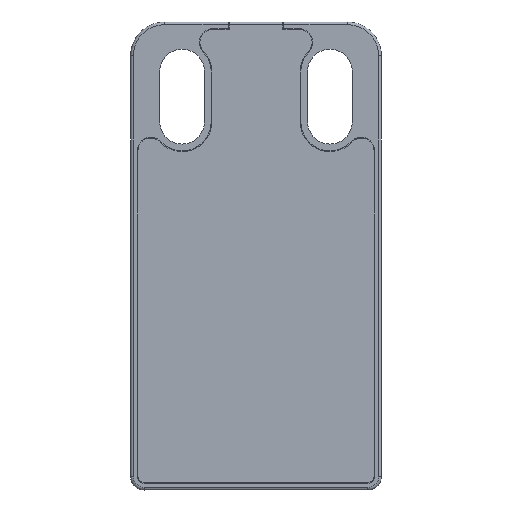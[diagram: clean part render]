
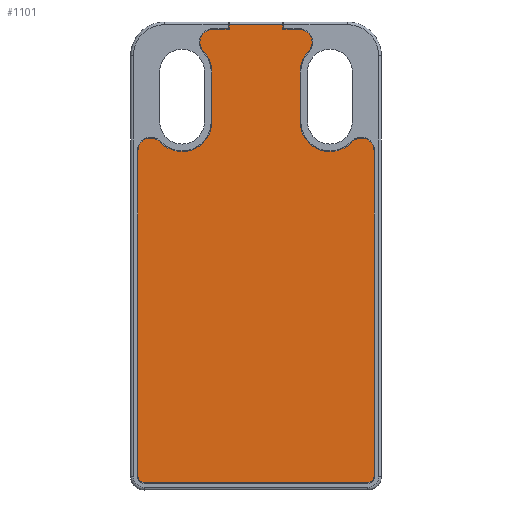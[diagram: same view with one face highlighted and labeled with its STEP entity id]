
A CAD part, front view. The second image highlights one B-rep face of the part: STEP entity #1101.
In plain terms, the highlighted planar face has unit normal (0, -1, 0).
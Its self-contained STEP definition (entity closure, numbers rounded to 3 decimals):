
#1=DIRECTION('',(0.,0.,-1.));
#2=VECTOR('',#1,0.348);
#3=CARTESIAN_POINT('',(1.985,0.,17.048));
#4=LINE('',#3,#2);
#5=CARTESIAN_POINT('',(3.187,0.,15.75));
#6=DIRECTION('',(0.,1.,0.));
#7=DIRECTION('',(0.,0.,1.));
#8=AXIS2_PLACEMENT_3D('',#5,#6,#7);
#10=DIRECTION('',(-0.643,0.,-0.766));
#11=VECTOR('',#10,0.07);
#12=CARTESIAN_POINT('',(3.915,0.,15.139));
#13=LINE('',#12,#11);
#14=CARTESIAN_POINT('',(5.45,0.,13.555));
#15=DIRECTION('',(0.,-1.,0.));
#16=DIRECTION('',(-0.718,0.,0.696));
#17=AXIS2_PLACEMENT_3D('',#14,#15,#16);
#19=CARTESIAN_POINT('',(5.45,0.,9.9));
#20=DIRECTION('',(0.,-1.,0.));
#21=DIRECTION('',(-1.,0.,0.));
#22=AXIS2_PLACEMENT_3D('',#19,#20,#21);
#24=CARTESIAN_POINT('',(5.45,0.,9.9));
#25=DIRECTION('',(0.,-1.,0.));
#26=DIRECTION('',(0.,0.,-1.));
#27=AXIS2_PLACEMENT_3D('',#24,#25,#26);
#29=CARTESIAN_POINT('',(7.75,0.,7.748));
#30=DIRECTION('',(0.,1.,0.));
#31=DIRECTION('',(-0.73,0.,0.683));
#32=AXIS2_PLACEMENT_3D('',#29,#30,#31);
#34=CARTESIAN_POINT('',(8.25,0.,-16.25));
#35=DIRECTION('',(0.,1.,0.));
#36=DIRECTION('',(1.,0.,0.));
#37=AXIS2_PLACEMENT_3D('',#34,#35,#36);
#39=DIRECTION('',(-1.,0.,0.));
#40=VECTOR('',#39,16.5);
#41=CARTESIAN_POINT('',(8.25,0.,-16.7));
#42=LINE('',#41,#40);
#43=CARTESIAN_POINT('',(-8.25,0.,-16.25));
#44=DIRECTION('',(0.,1.,0.));
#45=DIRECTION('',(0.,0.,-1.));
#46=AXIS2_PLACEMENT_3D('',#43,#44,#45);
#48=DIRECTION('',(0.,0.,1.));
#49=VECTOR('',#48,23.998);
#50=CARTESIAN_POINT('',(-8.7,0.,-16.25));
#51=LINE('',#50,#49);
#52=CARTESIAN_POINT('',(-7.75,0.,7.748));
#53=DIRECTION('',(0.,1.,0.));
#54=DIRECTION('',(-1.,0.,0.));
#55=AXIS2_PLACEMENT_3D('',#52,#53,#54);
#57=CARTESIAN_POINT('',(-5.45,0.,9.9));
#58=DIRECTION('',(0.,-1.,0.));
#59=DIRECTION('',(-0.73,0.,-0.683));
#60=AXIS2_PLACEMENT_3D('',#57,#58,#59);
#62=CARTESIAN_POINT('',(-5.45,0.,9.9));
#63=DIRECTION('',(0.,-1.,0.));
#64=DIRECTION('',(0.,0.,-1.));
#65=AXIS2_PLACEMENT_3D('',#62,#63,#64);
#67=DIRECTION('',(0.,0.,1.));
#68=VECTOR('',#67,3.655);
#69=CARTESIAN_POINT('',(-3.25,0.,9.9));
#70=LINE('',#69,#68);
#71=CARTESIAN_POINT('',(-5.45,0.,13.555));
#72=DIRECTION('',(0.,-1.,0.));
#73=DIRECTION('',(1.,0.,0.));
#74=AXIS2_PLACEMENT_3D('',#71,#72,#73);
#76=DIRECTION('',(-0.643,0.,0.766));
#77=VECTOR('',#76,0.07);
#78=CARTESIAN_POINT('',(-3.87,0.,15.086));
#79=LINE('',#78,#77);
#80=CARTESIAN_POINT('',(-3.187,0.,15.75));
#81=DIRECTION('',(0.,1.,0.));
#82=DIRECTION('',(-0.766,0.,-0.643));
#83=AXIS2_PLACEMENT_3D('',#80,#81,#82);
#85=DIRECTION('',(1.,0.,0.));
#86=VECTOR('',#85,1.202);
#87=CARTESIAN_POINT('',(-3.187,0.,16.7));
#88=LINE('',#87,#86);
#89=DIRECTION('',(-1.,0.,0.));
#90=VECTOR('',#89,3.97);
#91=CARTESIAN_POINT('',(1.985,0.,17.048));
#92=LINE('',#91,#90);
#125=DIRECTION('',(0.,0.,-1.));
#126=VECTOR('',#125,0.348);
#127=CARTESIAN_POINT('',(-1.985,0.,17.048));
#128=LINE('',#127,#126);
#319=DIRECTION('',(0.,0.,1.));
#320=VECTOR('',#319,23.998);
#321=CARTESIAN_POINT('',(8.7,0.,-16.25));
#322=LINE('',#321,#320);
#397=DIRECTION('',(0.,0.,1.));
#398=VECTOR('',#397,3.655);
#399=CARTESIAN_POINT('',(3.25,0.,9.9));
#400=LINE('',#399,#398);
#484=DIRECTION('',(-1.,0.,0.));
#485=VECTOR('',#484,1.202);
#486=CARTESIAN_POINT('',(3.187,0.,16.7));
#487=LINE('',#486,#485);
#852=CARTESIAN_POINT('',(1.985,0.,17.048));
#853=CARTESIAN_POINT('',(-1.985,0.,17.048));
#854=VERTEX_POINT('',#852);
#855=VERTEX_POINT('',#853);
#856=CARTESIAN_POINT('',(1.985,0.,16.7));
#857=VERTEX_POINT('',#856);
#858=CARTESIAN_POINT('',(3.187,0.,16.7));
#859=VERTEX_POINT('',#858);
#860=CARTESIAN_POINT('',(3.915,0.,15.139));
#861=VERTEX_POINT('',#860);
#862=CARTESIAN_POINT('',(3.87,0.,15.086));
#863=VERTEX_POINT('',#862);
#864=CARTESIAN_POINT('',(3.25,0.,13.555));
#865=VERTEX_POINT('',#864);
#866=CARTESIAN_POINT('',(3.25,0.,9.9));
#867=VERTEX_POINT('',#866);
#868=CARTESIAN_POINT('',(5.45,0.,7.7));
#869=VERTEX_POINT('',#868);
#870=CARTESIAN_POINT('',(7.056,0.,8.397));
#871=VERTEX_POINT('',#870);
#872=CARTESIAN_POINT('',(8.7,0.,7.748));
#873=VERTEX_POINT('',#872);
#874=CARTESIAN_POINT('',(8.7,0.,-16.25));
#875=VERTEX_POINT('',#874);
#876=CARTESIAN_POINT('',(8.25,0.,-16.7));
#877=VERTEX_POINT('',#876);
#878=CARTESIAN_POINT('',(-8.25,0.,-16.7));
#879=VERTEX_POINT('',#878);
#880=CARTESIAN_POINT('',(-8.7,0.,-16.25));
#881=VERTEX_POINT('',#880);
#882=CARTESIAN_POINT('',(-8.7,0.,7.748));
#883=VERTEX_POINT('',#882);
#884=CARTESIAN_POINT('',(-7.056,0.,8.397));
#885=VERTEX_POINT('',#884);
#886=CARTESIAN_POINT('',(-5.45,0.,7.7));
#887=CARTESIAN_POINT('',(-3.25,0.,9.9));
#888=VERTEX_POINT('',#886);
#889=VERTEX_POINT('',#887);
#890=CARTESIAN_POINT('',(-3.25,0.,13.555));
#891=VERTEX_POINT('',#890);
#892=CARTESIAN_POINT('',(-3.87,0.,15.086));
#893=VERTEX_POINT('',#892);
#894=CARTESIAN_POINT('',(-3.915,0.,15.139));
#895=VERTEX_POINT('',#894);
#896=CARTESIAN_POINT('',(-3.187,0.,16.7));
#897=VERTEX_POINT('',#896);
#898=CARTESIAN_POINT('',(-1.985,0.,16.7));
#899=VERTEX_POINT('',#898);
#1046=CARTESIAN_POINT('',(0.,0.,0.));
#1047=DIRECTION('',(0.,-1.,0.));
#1048=DIRECTION('',(0.,0.,-1.));
#1049=AXIS2_PLACEMENT_3D('',#1046,#1047,#1048);
#1050=PLANE('',#1049);
#1052=ORIENTED_EDGE('',*,*,#1051,.F.);
#1054=ORIENTED_EDGE('',*,*,#1053,.T.);
#1056=ORIENTED_EDGE('',*,*,#1055,.F.);
#1058=ORIENTED_EDGE('',*,*,#1057,.T.);
#1060=ORIENTED_EDGE('',*,*,#1059,.T.);
#1062=ORIENTED_EDGE('',*,*,#1061,.T.);
#1064=ORIENTED_EDGE('',*,*,#1063,.F.);
#1066=ORIENTED_EDGE('',*,*,#1065,.T.);
#1068=ORIENTED_EDGE('',*,*,#1067,.T.);
#1070=ORIENTED_EDGE('',*,*,#1069,.T.);
#1072=ORIENTED_EDGE('',*,*,#1071,.F.);
#1074=ORIENTED_EDGE('',*,*,#1073,.T.);
#1076=ORIENTED_EDGE('',*,*,#1075,.T.);
#1078=ORIENTED_EDGE('',*,*,#1077,.T.);
#1080=ORIENTED_EDGE('',*,*,#1079,.T.);
#1082=ORIENTED_EDGE('',*,*,#1081,.T.);
#1084=ORIENTED_EDGE('',*,*,#1083,.T.);
#1086=ORIENTED_EDGE('',*,*,#1085,.T.);
#1088=ORIENTED_EDGE('',*,*,#1087,.T.);
#1090=ORIENTED_EDGE('',*,*,#1089,.T.);
#1092=ORIENTED_EDGE('',*,*,#1091,.T.);
#1094=ORIENTED_EDGE('',*,*,#1093,.T.);
#1096=ORIENTED_EDGE('',*,*,#1095,.T.);
#1098=ORIENTED_EDGE('',*,*,#1097,.F.);
#1099=EDGE_LOOP('',(#1052,#1054,#1056,#1058,#1060,#1062,#1064,#1066,#1068,#1070,
#1072,#1074,#1076,#1078,#1080,#1082,#1084,#1086,#1088,#1090,#1092,#1094,#1096,
#1098));
#1100=FACE_OUTER_BOUND('',#1099,.F.);
#9=CIRCLE('',#8,0.95);
#18=CIRCLE('',#17,2.2);
#23=CIRCLE('',#22,2.2);
#28=CIRCLE('',#27,2.2);
#33=CIRCLE('',#32,0.95);
#38=CIRCLE('',#37,0.45);
#47=CIRCLE('',#46,0.45);
#56=CIRCLE('',#55,0.95);
#61=CIRCLE('',#60,2.2);
#66=CIRCLE('',#65,2.2);
#75=CIRCLE('',#74,2.2);
#84=CIRCLE('',#83,0.95);
#1051=EDGE_CURVE('',#854,#855,#92,.T.);
#1053=EDGE_CURVE('',#854,#857,#4,.T.);
#1055=EDGE_CURVE('',#859,#857,#487,.T.);
#1057=EDGE_CURVE('',#859,#861,#9,.T.);
#1059=EDGE_CURVE('',#861,#863,#13,.T.);
#1061=EDGE_CURVE('',#863,#865,#18,.T.);
#1063=EDGE_CURVE('',#867,#865,#400,.T.);
#1065=EDGE_CURVE('',#867,#869,#23,.T.);
#1067=EDGE_CURVE('',#869,#871,#28,.T.);
#1069=EDGE_CURVE('',#871,#873,#33,.T.);
#1071=EDGE_CURVE('',#875,#873,#322,.T.);
#1073=EDGE_CURVE('',#875,#877,#38,.T.);
#1075=EDGE_CURVE('',#877,#879,#42,.T.);
#1077=EDGE_CURVE('',#879,#881,#47,.T.);
#1079=EDGE_CURVE('',#881,#883,#51,.T.);
#1081=EDGE_CURVE('',#883,#885,#56,.T.);
#1083=EDGE_CURVE('',#885,#888,#61,.T.);
#1085=EDGE_CURVE('',#888,#889,#66,.T.);
#1087=EDGE_CURVE('',#889,#891,#70,.T.);
#1089=EDGE_CURVE('',#891,#893,#75,.T.);
#1091=EDGE_CURVE('',#893,#895,#79,.T.);
#1093=EDGE_CURVE('',#895,#897,#84,.T.);
#1095=EDGE_CURVE('',#897,#899,#88,.T.);
#1097=EDGE_CURVE('',#855,#899,#128,.T.);
#1101=ADVANCED_FACE('',(#1100),#1050,.T.);
